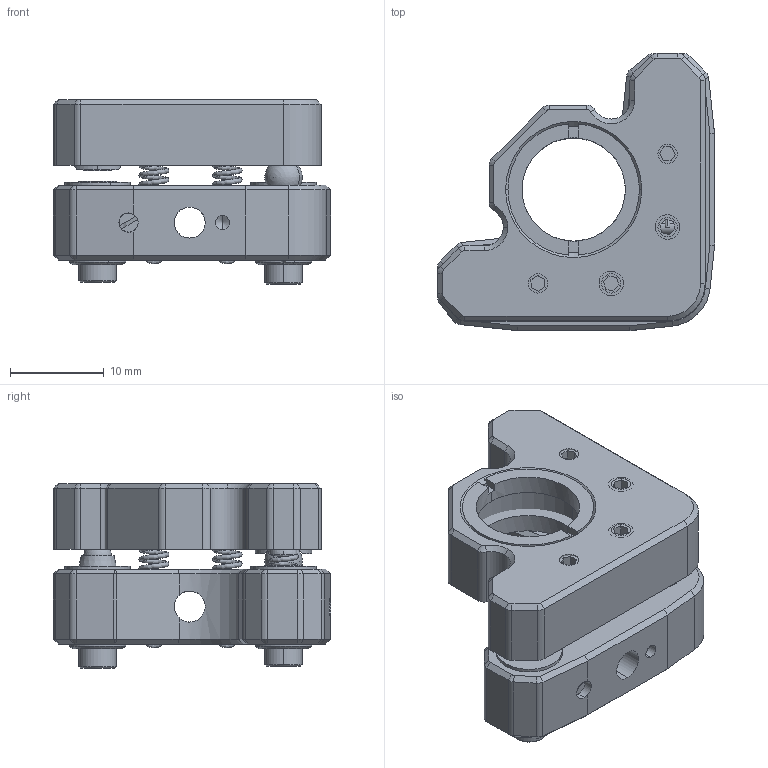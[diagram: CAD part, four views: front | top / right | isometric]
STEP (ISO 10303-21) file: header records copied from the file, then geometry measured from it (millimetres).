
FILE_DESCRIPTION (( 'STEP AP203' ), '1' );
FILE_NAME ('MM12.7-2.STEP', '2022-07-18T07:49:38', ( '' ), ( '' ), 'SwSTEP 2.0', 'SolidWorks 2021', '' );
FILE_SCHEMA (( 'CONFIG_CONTROL_DESIGN' ));
Length unit declared in the file: millimetre
Products named in the file (1): MM12.7-2
Bounding box: 29.5 x 29.5 x 19.7 mm (x, y, z)
Surface area: 6345.2 mm2 (no closed solid volume)
Topology: 0 solids, 38 shells, 431 faces, 1394 edges, 971 vertices
Faces by surface type: plane 217, cylinder 113, cone 79, bspline 16, sphere 6
Entity records: 27520 total; most frequent: CARTESIAN_POINT 15327, DIRECTION 2562, ORIENTED_EDGE 2264, EDGE_CURVE 1375, VERTEX_POINT 964, VECTOR 908, LINE 908, AXIS2_PLACEMENT_3D 827
